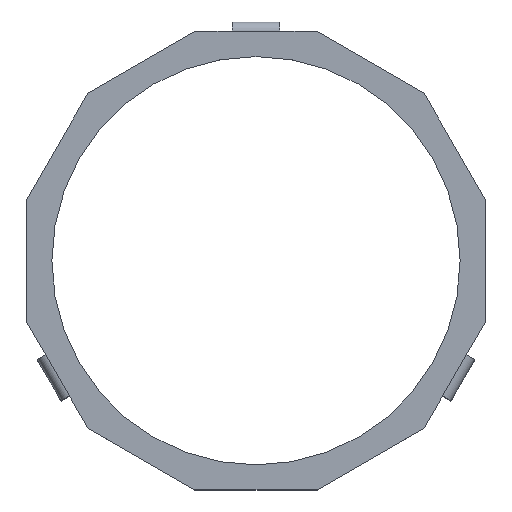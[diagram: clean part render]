
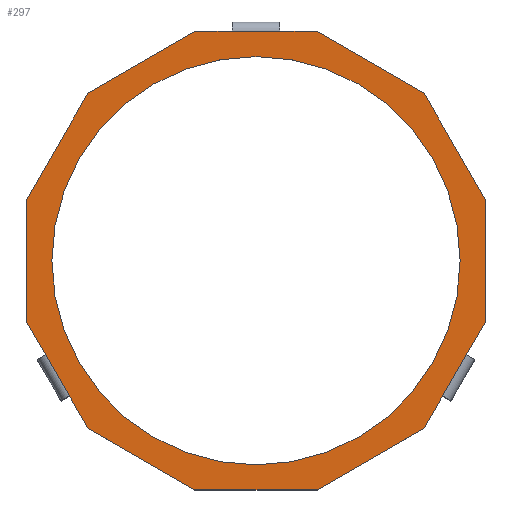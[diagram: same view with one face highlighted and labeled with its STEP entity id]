
A CAD part, top view. The second image highlights one B-rep face of the part: STEP entity #297.
In plain terms, the highlighted planar face has unit normal (0, 0, 1).
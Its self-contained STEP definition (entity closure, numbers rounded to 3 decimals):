
#246=FACE_BOUND('',#495,.T.);
#247=FACE_BOUND('',#496,.T.);
#266=CIRCLE('',#1638,43.);
#297=ADVANCED_FACE('',(#246,#247),#369,.T.);
#369=PLANE('',#1639);
#495=EDGE_LOOP('',(#612));
#496=EDGE_LOOP('',(#613,#614,#615,#616,#617,#618,#619,#620,#621,#622,#623,
#624,#625,#626,#627,#628,#629,#630));
#612=ORIENTED_EDGE('',*,*,#1128,.F.);
#613=ORIENTED_EDGE('',*,*,#1129,.T.);
#614=ORIENTED_EDGE('',*,*,#1130,.T.);
#615=ORIENTED_EDGE('',*,*,#1110,.T.);
#616=ORIENTED_EDGE('',*,*,#1131,.T.);
#617=ORIENTED_EDGE('',*,*,#1112,.T.);
#618=ORIENTED_EDGE('',*,*,#1132,.T.);
#619=ORIENTED_EDGE('',*,*,#1133,.T.);
#620=ORIENTED_EDGE('',*,*,#1134,.T.);
#621=ORIENTED_EDGE('',*,*,#1122,.T.);
#622=ORIENTED_EDGE('',*,*,#1135,.T.);
#623=ORIENTED_EDGE('',*,*,#1124,.T.);
#624=ORIENTED_EDGE('',*,*,#1136,.T.);
#625=ORIENTED_EDGE('',*,*,#1137,.T.);
#626=ORIENTED_EDGE('',*,*,#1138,.T.);
#627=ORIENTED_EDGE('',*,*,#1118,.T.);
#628=ORIENTED_EDGE('',*,*,#1139,.T.);
#629=ORIENTED_EDGE('',*,*,#1140,.T.);
#630=ORIENTED_EDGE('',*,*,#1141,.T.);
#982=VERTEX_POINT('',#2144);
#983=VERTEX_POINT('',#2146);
#984=VERTEX_POINT('',#2150);
#985=VERTEX_POINT('',#2151);
#990=VERTEX_POINT('',#2162);
#991=VERTEX_POINT('',#2164);
#994=VERTEX_POINT('',#2171);
#995=VERTEX_POINT('',#2173);
#996=VERTEX_POINT('',#2177);
#997=VERTEX_POINT('',#2178);
#1000=VERTEX_POINT('',#2186);
#1001=VERTEX_POINT('',#2188);
#1002=VERTEX_POINT('',#2189);
#1003=VERTEX_POINT('',#2193);
#1004=VERTEX_POINT('',#2195);
#1005=VERTEX_POINT('',#2199);
#1006=VERTEX_POINT('',#2201);
#1007=VERTEX_POINT('',#2204);
#1008=VERTEX_POINT('',#2206);
#1110=EDGE_CURVE('',#983,#982,#1304,.T.);
#1112=EDGE_CURVE('',#984,#985,#1306,.T.);
#1118=EDGE_CURVE('',#991,#990,#1312,.T.);
#1122=EDGE_CURVE('',#995,#994,#1316,.T.);
#1124=EDGE_CURVE('',#996,#997,#1318,.T.);
#1128=EDGE_CURVE('',#1000,#1000,#266,.T.);
#1129=EDGE_CURVE('',#1001,#1002,#1322,.T.);
#1130=EDGE_CURVE('',#1002,#983,#1323,.T.);
#1131=EDGE_CURVE('',#982,#984,#1324,.T.);
#1132=EDGE_CURVE('',#985,#1003,#1325,.T.);
#1133=EDGE_CURVE('',#1003,#1004,#1326,.T.);
#1134=EDGE_CURVE('',#1004,#995,#1327,.T.);
#1135=EDGE_CURVE('',#994,#996,#1328,.T.);
#1136=EDGE_CURVE('',#997,#1005,#1329,.T.);
#1137=EDGE_CURVE('',#1005,#1006,#1330,.T.);
#1138=EDGE_CURVE('',#1006,#991,#1331,.T.);
#1139=EDGE_CURVE('',#990,#1007,#1332,.T.);
#1140=EDGE_CURVE('',#1007,#1008,#1333,.T.);
#1141=EDGE_CURVE('',#1008,#1001,#1334,.T.);
#1304=LINE('',#2145,#1478);
#1306=LINE('',#2149,#1480);
#1312=LINE('',#2163,#1486);
#1316=LINE('',#2172,#1490);
#1318=LINE('',#2176,#1492);
#1322=LINE('',#2187,#1496);
#1323=LINE('',#2190,#1497);
#1324=LINE('',#2191,#1498);
#1325=LINE('',#2192,#1499);
#1326=LINE('',#2194,#1500);
#1327=LINE('',#2196,#1501);
#1328=LINE('',#2197,#1502);
#1329=LINE('',#2198,#1503);
#1330=LINE('',#2200,#1504);
#1331=LINE('',#2202,#1505);
#1332=LINE('',#2203,#1506);
#1333=LINE('',#2205,#1507);
#1334=LINE('',#2207,#1508);
#1478=VECTOR('',#1761,1.);
#1480=VECTOR('',#1765,1.);
#1486=VECTOR('',#1773,1.);
#1490=VECTOR('',#1779,1.);
#1492=VECTOR('',#1783,1.);
#1496=VECTOR('',#1791,1.);
#1497=VECTOR('',#1792,1.);
#1498=VECTOR('',#1793,1.);
#1499=VECTOR('',#1794,1.);
#1500=VECTOR('',#1795,1.);
#1501=VECTOR('',#1796,1.);
#1502=VECTOR('',#1797,1.);
#1503=VECTOR('',#1798,1.);
#1504=VECTOR('',#1799,1.);
#1505=VECTOR('',#1800,1.);
#1506=VECTOR('',#1801,1.);
#1507=VECTOR('',#1802,1.);
#1508=VECTOR('',#1803,1.);
#1638=AXIS2_PLACEMENT_3D('',#2185,#1789,#1790);
#1639=AXIS2_PLACEMENT_3D('',#2208,#1804,#1805);
#1761=DIRECTION('',(0.5,-0.866,0.));
#1765=DIRECTION('',(0.5,-0.866,0.));
#1773=DIRECTION('',(-1.,0.,0.));
#1779=DIRECTION('',(0.5,0.866,0.));
#1783=DIRECTION('',(0.5,0.866,0.));
#1789=DIRECTION('',(0.,0.,1.));
#1790=DIRECTION('',(-1.,0.,0.));
#1791=DIRECTION('',(-0.5,-0.866,0.));
#1792=DIRECTION('',(0.,-1.,0.));
#1793=DIRECTION('',(0.5,-0.866,0.));
#1794=DIRECTION('',(0.866,-0.5,0.));
#1795=DIRECTION('',(1.,0.,0.));
#1796=DIRECTION('',(0.866,0.5,0.));
#1797=DIRECTION('',(0.5,0.866,0.));
#1798=DIRECTION('',(0.,1.,0.));
#1799=DIRECTION('',(-0.5,0.866,0.));
#1800=DIRECTION('',(-0.866,0.5,0.));
#1801=DIRECTION('',(-1.,0.,0.));
#1802=DIRECTION('',(-1.,0.,0.));
#1803=DIRECTION('',(-0.866,-0.5,0.));
#1804=DIRECTION('',(0.,0.,1.));
#1805=DIRECTION('',(1.,0.,0.));
#2144=CARTESIAN_POINT('',(-44.326,-19.818,1.5));
#2145=CARTESIAN_POINT('',(-41.826,-24.148,1.5));
#2146=CARTESIAN_POINT('',(-48.296,-12.941,1.5));
#2149=CARTESIAN_POINT('',(-41.826,-24.148,1.5));
#2150=CARTESIAN_POINT('',(-39.326,-28.478,1.5));
#2151=CARTESIAN_POINT('',(-35.355,-35.355,1.5));
#2162=CARTESIAN_POINT('',(5.,48.296,1.5));
#2163=CARTESIAN_POINT('',(0.,48.296,1.5));
#2164=CARTESIAN_POINT('',(12.941,48.296,1.5));
#2171=CARTESIAN_POINT('',(39.326,-28.478,1.5));
#2172=CARTESIAN_POINT('',(41.826,-24.148,1.5));
#2173=CARTESIAN_POINT('',(35.355,-35.355,1.5));
#2176=CARTESIAN_POINT('',(41.826,-24.148,1.5));
#2177=CARTESIAN_POINT('',(44.326,-19.818,1.5));
#2178=CARTESIAN_POINT('',(48.296,-12.941,1.5));
#2185=CARTESIAN_POINT('',(0.,0.,1.5));
#2186=CARTESIAN_POINT('',(-43.,0.,1.5));
#2187=CARTESIAN_POINT('',(-41.826,24.148,1.5));
#2188=CARTESIAN_POINT('',(-35.355,35.355,1.5));
#2189=CARTESIAN_POINT('',(-48.296,12.941,1.5));
#2190=CARTESIAN_POINT('',(-48.296,0.,1.5));
#2191=CARTESIAN_POINT('',(-44.326,-19.818,1.5));
#2192=CARTESIAN_POINT('',(-24.148,-41.826,1.5));
#2193=CARTESIAN_POINT('',(-12.941,-48.296,1.5));
#2194=CARTESIAN_POINT('',(0.,-48.296,1.5));
#2195=CARTESIAN_POINT('',(12.941,-48.296,1.5));
#2196=CARTESIAN_POINT('',(24.148,-41.826,1.5));
#2197=CARTESIAN_POINT('',(39.326,-28.478,1.5));
#2198=CARTESIAN_POINT('',(48.296,0.,1.5));
#2199=CARTESIAN_POINT('',(48.296,12.941,1.5));
#2200=CARTESIAN_POINT('',(41.826,24.148,1.5));
#2201=CARTESIAN_POINT('',(35.355,35.355,1.5));
#2202=CARTESIAN_POINT('',(24.148,41.826,1.5));
#2203=CARTESIAN_POINT('',(5.,48.296,1.5));
#2204=CARTESIAN_POINT('',(-5.,48.296,1.5));
#2205=CARTESIAN_POINT('',(0.,48.296,1.5));
#2206=CARTESIAN_POINT('',(-12.941,48.296,1.5));
#2207=CARTESIAN_POINT('',(-24.148,41.826,1.5));
#2208=CARTESIAN_POINT('',(0.,0.,1.5));
